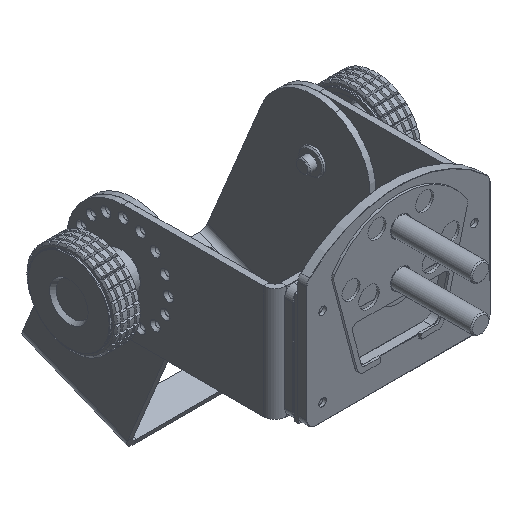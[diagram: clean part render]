
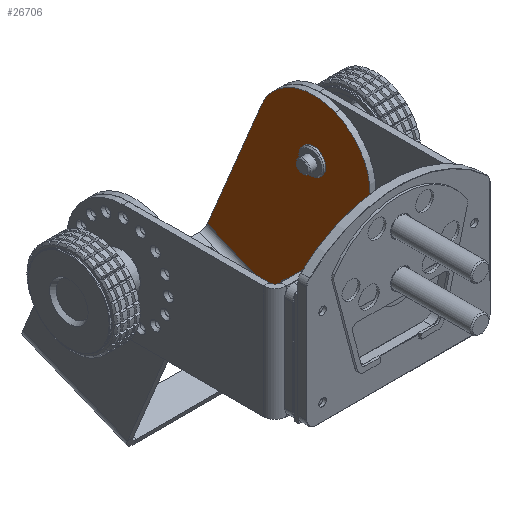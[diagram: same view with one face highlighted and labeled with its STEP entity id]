
A CAD part, isometric view. The second image highlights one B-rep face of the part: STEP entity #26706.
In plain terms, the highlighted planar face has unit normal (-1, 0, 0).
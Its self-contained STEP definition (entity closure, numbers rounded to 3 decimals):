
#198 = VERTEX_POINT ( 'NONE', #21796 ) ;
#1301 = DIRECTION ( 'NONE',  ( -1., 0., 0. ) ) ;
#2118 = CARTESIAN_POINT ( 'NONE',  ( 39.5, 5., 25. ) ) ;
#2812 = CARTESIAN_POINT ( 'NONE',  ( 39.5, 5., 25. ) ) ;
#3135 = EDGE_CURVE ( 'NONE', #26807, #5661, #24153, .T. ) ;
#3364 = CIRCLE ( 'NONE', #11817, 25. ) ;
#3714 = CIRCLE ( 'NONE', #25142, 25. ) ;
#5390 = CARTESIAN_POINT ( 'NONE',  ( 39.5, 67., -4.375 ) ) ;
#5661 = VERTEX_POINT ( 'NONE', #2812 ) ;
#6260 = CARTESIAN_POINT ( 'NONE',  ( 39.5, 67., 0. ) ) ;
#6953 = VECTOR ( 'NONE', #32119, 1000. ) ;
#7405 = AXIS2_PLACEMENT_3D ( 'NONE', #8916, #9086, #9626 ) ;
#8535 = ORIENTED_EDGE ( 'NONE', *, *, #29036, .F. ) ;
#8565 = DIRECTION ( 'NONE',  ( 0., 0., -1. ) ) ;
#8916 = CARTESIAN_POINT ( 'NONE',  ( 39.5, 67., 0. ) ) ;
#9086 = DIRECTION ( 'NONE',  ( -1., 0., 0. ) ) ;
#9626 = DIRECTION ( 'NONE',  ( 0., 0., -1. ) ) ;
#9929 = CARTESIAN_POINT ( 'NONE',  ( 39.5, 2.5, 25. ) ) ;
#10277 = CARTESIAN_POINT ( 'NONE',  ( 39.5, 67., 0. ) ) ;
#10661 = DIRECTION ( 'NONE',  ( 0., -1., 0. ) ) ;
#11817 = AXIS2_PLACEMENT_3D ( 'NONE', #6260, #1301, #16982 ) ;
#12050 = DIRECTION ( 'NONE',  ( 0., -1., 0. ) ) ;
#12450 = CARTESIAN_POINT ( 'NONE',  ( 39.5, 92., 0. ) ) ;
#14034 = PLANE ( 'NONE',  #15169 ) ;
#14367 = CARTESIAN_POINT ( 'NONE',  ( 39.5, 5., -25. ) ) ;
#15169 = AXIS2_PLACEMENT_3D ( 'NONE', #32784, #27298, #8565 ) ;
#15328 = EDGE_CURVE ( 'NONE', #25678, #26807, #18956, .T. ) ;
#15721 = ORIENTED_EDGE ( 'NONE', *, *, #29061, .T. ) ;
#15882 = ORIENTED_EDGE ( 'NONE', *, *, #15328, .T. ) ;
#16982 = DIRECTION ( 'NONE',  ( 0., 0., -1. ) ) ;
#18515 = EDGE_LOOP ( 'NONE', ( #15882, #30769, #8535, #15721, #27968 ) ) ;
#18726 = ORIENTED_EDGE ( 'NONE', *, *, #33273, .F. ) ;
#18786 = VERTEX_POINT ( 'NONE', #5390 ) ;
#18956 = LINE ( 'NONE', #32047, #27450 ) ;
#20626 = VECTOR ( 'NONE', #12050, 1000. ) ;
#21796 = CARTESIAN_POINT ( 'NONE',  ( 39.5, 67., 25. ) ) ;
#21893 = CARTESIAN_POINT ( 'NONE',  ( 39.5, 67., -25. ) ) ;
#21984 = FACE_BOUND ( 'NONE', #27525, .T. ) ;
#22322 = FACE_OUTER_BOUND ( 'NONE', #18515, .T. ) ;
#23170 = CIRCLE ( 'NONE', #7405, 4.375 ) ;
#24059 = DIRECTION ( 'NONE',  ( 0., 0., -1. ) ) ;
#24153 = LINE ( 'NONE', #2118, #6953 ) ;
#25142 = AXIS2_PLACEMENT_3D ( 'NONE', #10277, #32199, #24059 ) ;
#25678 = VERTEX_POINT ( 'NONE', #21893 ) ;
#26706 = ADVANCED_FACE ( 'NONE', ( #22322, #21984 ), #14034, .F. ) ;
#26807 = VERTEX_POINT ( 'NONE', #14367 ) ;
#27298 = DIRECTION ( 'NONE',  ( 1., 0., 0. ) ) ;
#27450 = VECTOR ( 'NONE', #10661, 1000. ) ;
#27525 = EDGE_LOOP ( 'NONE', ( #18726 ) ) ;
#27968 = ORIENTED_EDGE ( 'NONE', *, *, #32200, .T. ) ;
#28134 = LINE ( 'NONE', #9929, #20626 ) ;
#29036 = EDGE_CURVE ( 'NONE', #198, #5661, #28134, .T. ) ;
#29061 = EDGE_CURVE ( 'NONE', #198, #30865, #3714, .T. ) ;
#30769 = ORIENTED_EDGE ( 'NONE', *, *, #3135, .T. ) ;
#30865 = VERTEX_POINT ( 'NONE', #12450 ) ;
#32047 = CARTESIAN_POINT ( 'NONE',  ( 39.5, 2.5, -25. ) ) ;
#32119 = DIRECTION ( 'NONE',  ( 0., 0., 1. ) ) ;
#32199 = DIRECTION ( 'NONE',  ( -1., 0., 0. ) ) ;
#32200 = EDGE_CURVE ( 'NONE', #30865, #25678, #3364, .T. ) ;
#32784 = CARTESIAN_POINT ( 'NONE',  ( 39.5, 2.5, 25. ) ) ;
#33273 = EDGE_CURVE ( 'NONE', #18786, #18786, #23170, .T. ) ;
